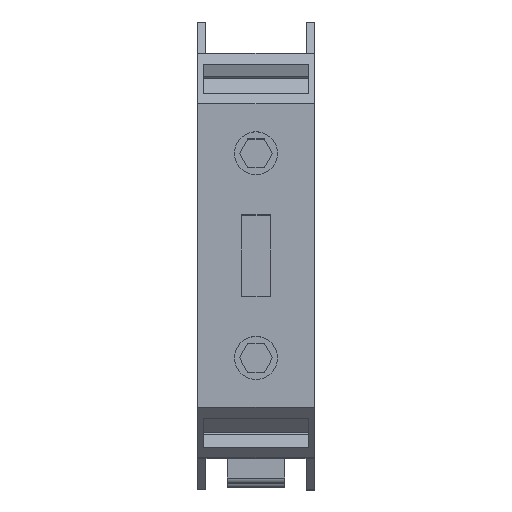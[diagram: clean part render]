
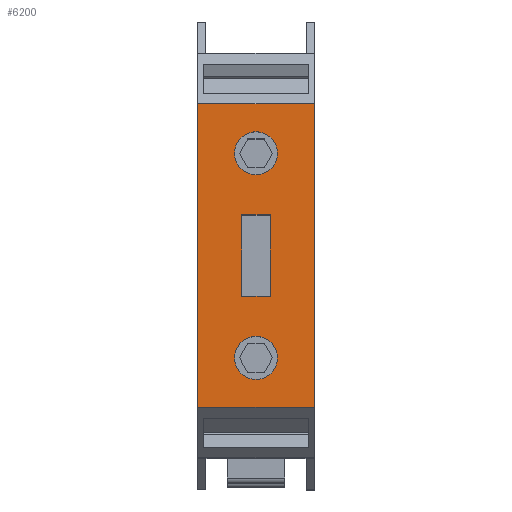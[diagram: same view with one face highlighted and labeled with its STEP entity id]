
A CAD part, top view. The second image highlights one B-rep face of the part: STEP entity #6200.
In plain terms, the highlighted face is planar.
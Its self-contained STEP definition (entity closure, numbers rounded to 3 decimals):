
#1630=CARTESIAN_POINT('',(-51.6,8.4,-19.95));
#1640=VERTEX_POINT('',#1630);
#1670=CARTESIAN_POINT('',(0.,8.4,
-19.95));
#1680=DIRECTION('',(1.,0.,0.));
#1690=VECTOR('',#1680,1.);
#1700=LINE('',#1670,#1690);
#1710=CARTESIAN_POINT('',(1.2,8.4,
-19.95));
#1720=VERTEX_POINT('',#1710);
#1730=EDGE_CURVE('',#1640,#1720,#1700,.T.);
#5220=CARTESIAN_POINT('',(-51.6,8.4,-19.95));
#5230=DIRECTION('',(0.,1.,0.));
#5240=DIRECTION('',(-1.,0.,0.));
#5250=AXIS2_PLACEMENT_3D('',#5220,#5230,#5240);
#5260=PLANE('',#5250);
#5270=CARTESIAN_POINT('',(-43.,8.4,
-9.8));
#5280=DIRECTION('',(0.,-1.,0.));
#5290=DIRECTION('',(-1.,0.,0.));
#5300=AXIS2_PLACEMENT_3D('',#5270,#5280,#5290);
#5310=CIRCLE('',#5300,3.75);
#5320=CARTESIAN_POINT('',(-39.25,8.4,
-9.8));
#5330=VERTEX_POINT('',#5320);
#5340=CARTESIAN_POINT('',(-46.75,8.4,
-9.8));
#5350=VERTEX_POINT('',#5340);
#5360=EDGE_CURVE('',#5330,#5350,#5310,.T.);
#5370=ORIENTED_EDGE('',*,*,#5360,.F.);
#5380=EDGE_CURVE('',#5350,#5330,#5310,.T.);
#5390=ORIENTED_EDGE('',*,*,#5380,.F.);
#5400=EDGE_LOOP('',(#5390,#5370));
#5410=FACE_BOUND('',#5400,.T.);
#5420=CARTESIAN_POINT('',(0.,8.4,
-7.3));
#5430=DIRECTION('',(-1.,0.,0.));
#5440=VECTOR('',#5430,1.);
#5450=LINE('',#5420,#5440);
#5460=CARTESIAN_POINT('',(-18.1,8.4,
-7.3));
#5470=VERTEX_POINT('',#5460);
#5480=CARTESIAN_POINT('',(-32.3,8.4,
-7.3));
#5490=VERTEX_POINT('',#5480);
#5500=EDGE_CURVE('',#5470,#5490,#5450,.T.);
#5510=ORIENTED_EDGE('',*,*,#5500,.F.);
#5520=CARTESIAN_POINT('',(-32.3,8.4,
5.1));
#5530=DIRECTION('',(0.,0.,-1.));
#5540=VECTOR('',#5530,1.);
#5550=LINE('',#5520,#5540);
#5560=CARTESIAN_POINT('',(-32.3,8.4,
-12.3));
#5570=VERTEX_POINT('',#5560);
#5580=EDGE_CURVE('',#5490,#5570,#5550,.T.);
#5590=ORIENTED_EDGE('',*,*,#5580,.F.);
#5600=CARTESIAN_POINT('',(0.,8.4,
-12.3));
#5610=DIRECTION('',(1.,0.,0.));
#5620=VECTOR('',#5610,1.);
#5630=LINE('',#5600,#5620);
#5640=CARTESIAN_POINT('',(-18.1,8.4,
-12.3));
#5650=VERTEX_POINT('',#5640);
#5660=EDGE_CURVE('',#5570,#5650,#5630,.T.);
#5670=ORIENTED_EDGE('',*,*,#5660,.F.);
#5680=CARTESIAN_POINT('',(-18.1,8.4,
5.1));
#5690=DIRECTION('',(0.,0.,1.));
#5700=VECTOR('',#5690,1.);
#5710=LINE('',#5680,#5700);
#5720=EDGE_CURVE('',#5650,#5470,#5710,.T.);
#5730=ORIENTED_EDGE('',*,*,#5720,.F.);
#5740=EDGE_LOOP('',(#5730,#5670,#5590,#5510));
#5750=FACE_BOUND('',#5740,.T.);
#5760=CARTESIAN_POINT('',(-7.4,8.4,
-9.8));
#5770=DIRECTION('',(0.,-1.,0.));
#5780=DIRECTION('',(-1.,0.,0.));
#5790=AXIS2_PLACEMENT_3D('',#5760,#5770,#5780);
#5800=CIRCLE('',#5790,3.75);
#5810=CARTESIAN_POINT('',(-7.4,8.4,
-13.55));
#5820=VERTEX_POINT('',#5810);
#5830=CARTESIAN_POINT('',(-3.65,8.4,
-9.8));
#5840=VERTEX_POINT('',#5830);
#5850=EDGE_CURVE('',#5820,#5840,#5800,.T.);
#5860=ORIENTED_EDGE('',*,*,#5850,.F.);
#5870=CARTESIAN_POINT('',(-11.15,8.4,
-9.8));
#5880=VERTEX_POINT('',#5870);
#5890=EDGE_CURVE('',#5840,#5880,#5800,.T.);
#5900=ORIENTED_EDGE('',*,*,#5890,.F.);
#5910=EDGE_CURVE('',#5880,#5820,#5800,.T.);
#5920=ORIENTED_EDGE('',*,*,#5910,.F.);
#5930=EDGE_LOOP('',(#5920,#5900,#5860));
#5940=FACE_BOUND('',#5930,.T.);
#5950=ORIENTED_EDGE('',*,*,#1730,.T.);
#5960=CARTESIAN_POINT('',(-51.6,8.4,
5.1));
#5970=DIRECTION('',(0.,0.,1.));
#5980=VECTOR('',#5970,1.);
#5990=LINE('',#5960,#5980);
#6000=CARTESIAN_POINT('',(-51.6,8.4,
0.35));
#6010=VERTEX_POINT('',#6000);
#6020=EDGE_CURVE('',#1640,#6010,#5990,.T.);
#6030=ORIENTED_EDGE('',*,*,#6020,.F.);
#6040=CARTESIAN_POINT('',(0.,8.4,
0.35));
#6050=DIRECTION('',(-1.,0.,0.));
#6060=VECTOR('',#6050,1.);
#6070=LINE('',#6040,#6060);
#6080=CARTESIAN_POINT('',(1.2,8.4,
0.35));
#6090=VERTEX_POINT('',#6080);
#6100=EDGE_CURVE('',#6090,#6010,#6070,.T.);
#6110=ORIENTED_EDGE('',*,*,#6100,.T.);
#6120=CARTESIAN_POINT('',(1.2,8.4,
5.1));
#6130=DIRECTION('',(0.,0.,1.));
#6140=VECTOR('',#6130,1.);
#6150=LINE('',#6120,#6140);
#6160=EDGE_CURVE('',#1720,#6090,#6150,.T.);
#6170=ORIENTED_EDGE('',*,*,#6160,.T.);
#6180=EDGE_LOOP('',(#6170,#6110,#6030,#5950));
#6190=FACE_OUTER_BOUND('',#6180,.T.);
#6200=ADVANCED_FACE('',(#5410,#5750,#5940,#6190),#5260,.F.);
